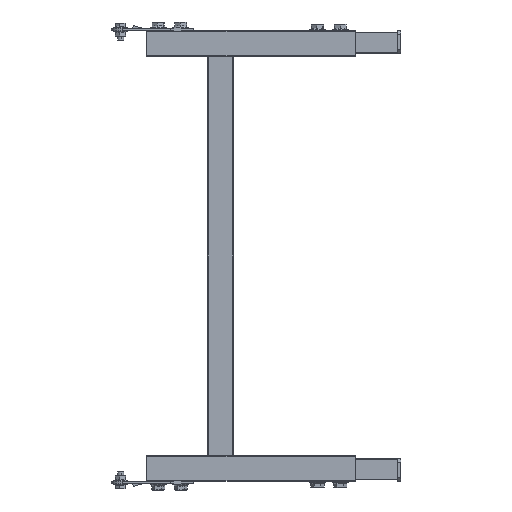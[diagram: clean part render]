
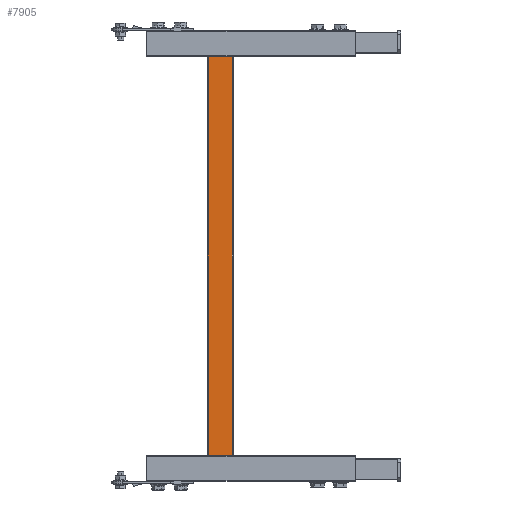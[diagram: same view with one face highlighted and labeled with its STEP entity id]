
A CAD part, left-side view. The second image highlights one B-rep face of the part: STEP entity #7905.
In plain terms, the highlighted planar face has unit normal (-1, 0, 0).
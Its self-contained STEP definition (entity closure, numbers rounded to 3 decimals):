
#149 = CARTESIAN_POINT ( 'NONE',  ( -17., 0., -16. ) ) ;
#229 = CARTESIAN_POINT ( 'NONE',  ( -17., 526., 16. ) ) ;
#336 = CARTESIAN_POINT ( 'NONE',  ( -17., 526., -16. ) ) ;
#435 = FACE_OUTER_BOUND ( 'NONE', #9976, .T. ) ;
#439 = AXIS2_PLACEMENT_3D ( 'NONE', #2911, #10367, #1299 ) ;
#452 = ORIENTED_EDGE ( 'NONE', *, *, #3608, .T. ) ;
#809 = VECTOR ( 'NONE', #1932, 1000. ) ;
#873 = DIRECTION ( 'NONE',  ( 0., 0., 1. ) ) ;
#1299 = DIRECTION ( 'NONE',  ( 0., 0., -1. ) ) ;
#1336 = CARTESIAN_POINT ( 'NONE',  ( -17., 526., 16. ) ) ;
#1405 = PLANE ( 'NONE',  #439 ) ;
#1932 = DIRECTION ( 'NONE',  ( 0., -1., 0. ) ) ;
#1997 = VERTEX_POINT ( 'NONE', #3224 ) ;
#2823 = VECTOR ( 'NONE', #873, 1000. ) ;
#2911 = CARTESIAN_POINT ( 'NONE',  ( -17., 526., 17. ) ) ;
#3099 = LINE ( 'NONE', #3329, #2823 ) ;
#3214 = ORIENTED_EDGE ( 'NONE', *, *, #7838, .T. ) ;
#3224 = CARTESIAN_POINT ( 'NONE',  ( -17., 526., -16. ) ) ;
#3329 = CARTESIAN_POINT ( 'NONE',  ( -17., 526., 17. ) ) ;
#3356 = CARTESIAN_POINT ( 'NONE',  ( -17., 0., 17. ) ) ;
#3444 = VECTOR ( 'NONE', #3913, 1000. ) ;
#3569 = LINE ( 'NONE', #336, #809 ) ;
#3608 = EDGE_CURVE ( 'NONE', #8956, #5042, #7149, .T. ) ;
#3913 = DIRECTION ( 'NONE',  ( 0., 1., 0. ) ) ;
#4547 = ORIENTED_EDGE ( 'NONE', *, *, #8374, .T. ) ;
#4827 = VERTEX_POINT ( 'NONE', #229 ) ;
#5042 = VERTEX_POINT ( 'NONE', #6391 ) ;
#5197 = EDGE_CURVE ( 'NONE', #1997, #4827, #3099, .T. ) ;
#5833 = ORIENTED_EDGE ( 'NONE', *, *, #5197, .F. ) ;
#5971 = VECTOR ( 'NONE', #9223, 1000. ) ;
#6391 = CARTESIAN_POINT ( 'NONE',  ( -17., 0., 16. ) ) ;
#7149 = LINE ( 'NONE', #3356, #5971 ) ;
#7838 = EDGE_CURVE ( 'NONE', #5042, #4827, #9388, .T. ) ;
#7905 = ADVANCED_FACE ( 'NONE', ( #435 ), #1405, .F. ) ;
#8374 = EDGE_CURVE ( 'NONE', #1997, #8956, #3569, .T. ) ;
#8956 = VERTEX_POINT ( 'NONE', #149 ) ;
#9223 = DIRECTION ( 'NONE',  ( 0., 0., 1. ) ) ;
#9388 = LINE ( 'NONE', #1336, #3444 ) ;
#9976 = EDGE_LOOP ( 'NONE', ( #452, #3214, #5833, #4547 ) ) ;
#10367 = DIRECTION ( 'NONE',  ( 1., 0., 0. ) ) ;
